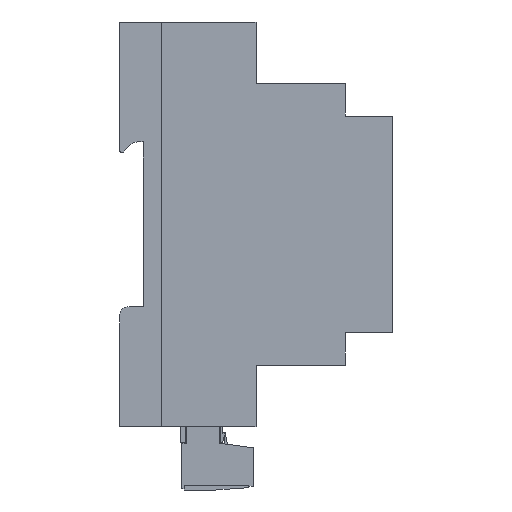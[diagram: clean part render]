
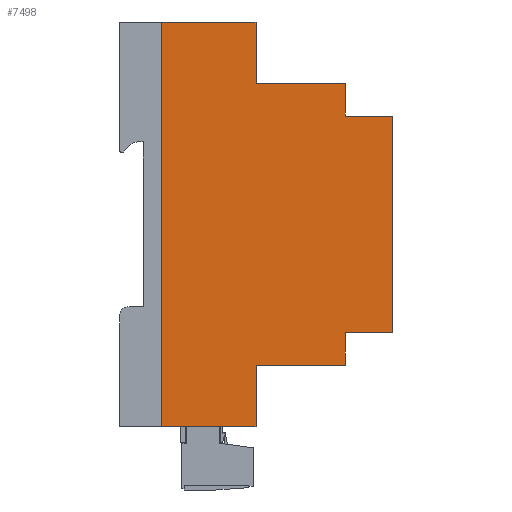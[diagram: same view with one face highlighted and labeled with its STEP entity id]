
A CAD part, left-side view. The second image highlights one B-rep face of the part: STEP entity #7498.
In plain terms, the highlighted planar face has unit normal (-1, 0, 0).
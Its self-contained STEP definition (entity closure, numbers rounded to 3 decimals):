
#306=FACE_OUTER_BOUND('',#725,.T.);
#725=EDGE_LOOP('',(#4998,#4999,#5000,#5001,#5002,#5003,#5004,#5005,#5006,
#5007,#5008,#5009));
#1158=LINE('',#10950,#2154);
#1162=LINE('',#10957,#2158);
#1165=LINE('',#10963,#2161);
#1168=LINE('',#10969,#2164);
#1171=LINE('',#10975,#2167);
#1174=LINE('',#10981,#2170);
#1177=LINE('',#10987,#2173);
#1180=LINE('',#10993,#2176);
#1183=LINE('',#10999,#2179);
#1186=LINE('',#11005,#2182);
#1189=LINE('',#11011,#2185);
#1191=LINE('',#11014,#2187);
#2154=VECTOR('',#8887,1.);
#2158=VECTOR('',#8893,1.);
#2161=VECTOR('',#8898,1.);
#2164=VECTOR('',#8903,1.);
#2167=VECTOR('',#8908,1.);
#2170=VECTOR('',#8913,1.);
#2173=VECTOR('',#8918,1.);
#2176=VECTOR('',#8923,1.);
#2179=VECTOR('',#8928,1.);
#2182=VECTOR('',#8933,1.);
#2185=VECTOR('',#8938,1.);
#2187=VECTOR('',#8942,1.);
#3150=VERTEX_POINT('',#10947);
#3151=VERTEX_POINT('',#10949);
#3153=VERTEX_POINT('',#10955);
#3155=VERTEX_POINT('',#10961);
#3157=VERTEX_POINT('',#10967);
#3159=VERTEX_POINT('',#10973);
#3161=VERTEX_POINT('',#10979);
#3163=VERTEX_POINT('',#10985);
#3165=VERTEX_POINT('',#10991);
#3167=VERTEX_POINT('',#10997);
#3169=VERTEX_POINT('',#11003);
#3171=VERTEX_POINT('',#11009);
#3865=EDGE_CURVE('',#3151,#3150,#1158,.T.);
#3869=EDGE_CURVE('',#3150,#3153,#1162,.T.);
#3872=EDGE_CURVE('',#3153,#3155,#1165,.T.);
#3875=EDGE_CURVE('',#3155,#3157,#1168,.T.);
#3878=EDGE_CURVE('',#3157,#3159,#1171,.T.);
#3881=EDGE_CURVE('',#3161,#3159,#1174,.T.);
#3884=EDGE_CURVE('',#3163,#3161,#1177,.T.);
#3887=EDGE_CURVE('',#3165,#3163,#1180,.T.);
#3890=EDGE_CURVE('',#3167,#3165,#1183,.T.);
#3893=EDGE_CURVE('',#3169,#3167,#1186,.T.);
#3896=EDGE_CURVE('',#3171,#3169,#1189,.T.);
#3898=EDGE_CURVE('',#3171,#3151,#1191,.T.);
#4998=ORIENTED_EDGE('',*,*,#3898,.T.);
#4999=ORIENTED_EDGE('',*,*,#3865,.T.);
#5000=ORIENTED_EDGE('',*,*,#3869,.T.);
#5001=ORIENTED_EDGE('',*,*,#3872,.T.);
#5002=ORIENTED_EDGE('',*,*,#3875,.T.);
#5003=ORIENTED_EDGE('',*,*,#3878,.T.);
#5004=ORIENTED_EDGE('',*,*,#3881,.F.);
#5005=ORIENTED_EDGE('',*,*,#3884,.F.);
#5006=ORIENTED_EDGE('',*,*,#3887,.F.);
#5007=ORIENTED_EDGE('',*,*,#3890,.F.);
#5008=ORIENTED_EDGE('',*,*,#3893,.F.);
#5009=ORIENTED_EDGE('',*,*,#3896,.F.);
#7101=PLANE('',#8361);
#7498=ADVANCED_FACE('',(#306),#7101,.F.);
#8361=AXIS2_PLACEMENT_3D('',#11016,#8945,#8946);
#8887=DIRECTION('',(0.,-1.,0.));
#8893=DIRECTION('',(0.,0.,1.));
#8898=DIRECTION('',(0.,-1.,0.));
#8903=DIRECTION('',(0.,0.,1.));
#8908=DIRECTION('',(0.,-1.,0.));
#8913=DIRECTION('',(0.,0.,-1.));
#8918=DIRECTION('',(0.,-1.,0.));
#8923=DIRECTION('',(0.,0.,-1.));
#8928=DIRECTION('',(0.,-1.,0.));
#8933=DIRECTION('',(0.,0.,-1.));
#8938=DIRECTION('',(0.,-1.,0.));
#8942=DIRECTION('',(0.,0.,-1.));
#8945=DIRECTION('center_axis',(1.,0.,0.));
#8946=DIRECTION('ref_axis',(0.,0.,1.));
#10947=CARTESIAN_POINT('',(13330.683,-20.,-502.645));
#10949=CARTESIAN_POINT('',(13330.683,0.,-502.645));
#10950=CARTESIAN_POINT('',(13330.683,0.,-502.645));
#10955=CARTESIAN_POINT('',(13330.683,-20.,-489.645));
#10957=CARTESIAN_POINT('',(13330.683,-20.,-502.645));
#10961=CARTESIAN_POINT('',(13330.683,-39.,-489.645));
#10963=CARTESIAN_POINT('',(13330.683,-20.,-489.645));
#10967=CARTESIAN_POINT('',(13330.683,-39.,-482.645));
#10969=CARTESIAN_POINT('',(13330.683,-39.,-489.645));
#10973=CARTESIAN_POINT('',(13330.683,-49.,-482.645));
#10975=CARTESIAN_POINT('',(13330.683,-39.,-482.645));
#10979=CARTESIAN_POINT('',(13330.683,-49.,-436.645));
#10981=CARTESIAN_POINT('',(13330.683,-49.,-436.645));
#10985=CARTESIAN_POINT('',(13330.683,-39.,-436.645));
#10987=CARTESIAN_POINT('',(13330.683,-39.,-436.645));
#10991=CARTESIAN_POINT('',(13330.683,-39.,-429.645));
#10993=CARTESIAN_POINT('',(13330.683,-39.,-429.645));
#10997=CARTESIAN_POINT('',(13330.683,-20.,-429.645));
#10999=CARTESIAN_POINT('',(13330.683,-20.,-429.645));
#11003=CARTESIAN_POINT('',(13330.683,-20.,-416.645));
#11005=CARTESIAN_POINT('',(13330.683,-20.,-416.645));
#11009=CARTESIAN_POINT('',(13330.683,0.,-416.645));
#11011=CARTESIAN_POINT('',(13330.683,0.,-416.645));
#11014=CARTESIAN_POINT('',(13330.683,0.,-416.645));
#11016=CARTESIAN_POINT('Origin',(13330.683,-21.189,-459.645));
